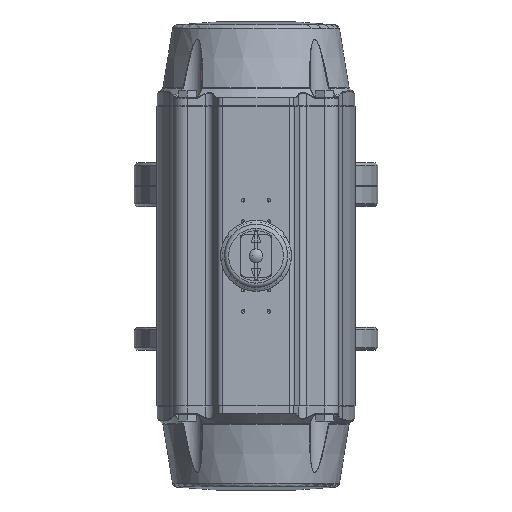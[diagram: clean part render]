
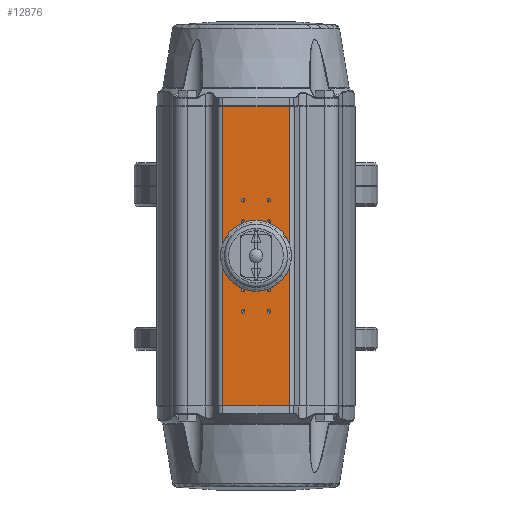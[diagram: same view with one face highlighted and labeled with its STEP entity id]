
A CAD part, top view. The second image highlights one B-rep face of the part: STEP entity #12876.
In plain terms, the highlighted face is planar.
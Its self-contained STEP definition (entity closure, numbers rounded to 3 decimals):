
#1368=LINE('',#26571,#1997);
#1369=LINE('',#26574,#1998);
#1370=LINE('',#26576,#1999);
#1371=LINE('',#26578,#2000);
#1997=VECTOR('',#16831,1000.);
#1998=VECTOR('',#16832,1000.);
#1999=VECTOR('',#16833,1000.);
#2000=VECTOR('',#16834,1000.);
#4286=ORIENTED_EDGE('',*,*,#6658,.F.);
#4287=ORIENTED_EDGE('',*,*,#6659,.T.);
#4288=ORIENTED_EDGE('',*,*,#6660,.T.);
#4289=ORIENTED_EDGE('',*,*,#6661,.T.);
#4290=ORIENTED_EDGE('',*,*,#6283,.F.);
#4291=ORIENTED_EDGE('',*,*,#6285,.F.);
#4292=ORIENTED_EDGE('',*,*,#6287,.F.);
#4293=ORIENTED_EDGE('',*,*,#6289,.F.);
#4294=ORIENTED_EDGE('',*,*,#6291,.F.);
#4295=ORIENTED_EDGE('',*,*,#6293,.F.);
#4296=ORIENTED_EDGE('',*,*,#6295,.F.);
#4297=ORIENTED_EDGE('',*,*,#6297,.F.);
#4298=ORIENTED_EDGE('',*,*,#6271,.F.);
#6271=EDGE_CURVE('',#7762,#7762,#8620,.T.);
#6283=EDGE_CURVE('',#7778,#7778,#8632,.T.);
#6285=EDGE_CURVE('',#7781,#7781,#8634,.T.);
#6287=EDGE_CURVE('',#7784,#7784,#8636,.T.);
#6289=EDGE_CURVE('',#7787,#7787,#8638,.T.);
#6291=EDGE_CURVE('',#7790,#7790,#8640,.T.);
#6293=EDGE_CURVE('',#7793,#7793,#8642,.T.);
#6295=EDGE_CURVE('',#7796,#7796,#8644,.T.);
#6297=EDGE_CURVE('',#7799,#7799,#8646,.T.);
#6658=EDGE_CURVE('',#8020,#8021,#1368,.T.);
#6659=EDGE_CURVE('',#8020,#8022,#1369,.T.);
#6660=EDGE_CURVE('',#8022,#8023,#1370,.T.);
#6661=EDGE_CURVE('',#8023,#8021,#1371,.T.);
#7762=VERTEX_POINT('',#21895);
#7778=VERTEX_POINT('',#21933);
#7781=VERTEX_POINT('',#21940);
#7784=VERTEX_POINT('',#21947);
#7787=VERTEX_POINT('',#21954);
#7790=VERTEX_POINT('',#21961);
#7793=VERTEX_POINT('',#21968);
#7796=VERTEX_POINT('',#21975);
#7799=VERTEX_POINT('',#21982);
#8020=VERTEX_POINT('',#26572);
#8021=VERTEX_POINT('',#26573);
#8022=VERTEX_POINT('',#26575);
#8023=VERTEX_POINT('',#26577);
#8620=CIRCLE('',#13814,37.5);
#8632=CIRCLE('',#13836,2.1);
#8634=CIRCLE('',#13840,2.1);
#8636=CIRCLE('',#13844,2.1);
#8638=CIRCLE('',#13848,2.1);
#8640=CIRCLE('',#13852,2.1);
#8642=CIRCLE('',#13856,2.1);
#8644=CIRCLE('',#13860,2.1);
#8646=CIRCLE('',#13864,2.1);
#9671=EDGE_LOOP('',(#4286,#4287,#4288,#4289));
#9672=EDGE_LOOP('',(#4290));
#9673=EDGE_LOOP('',(#4291));
#9674=EDGE_LOOP('',(#4292));
#9675=EDGE_LOOP('',(#4293));
#9676=EDGE_LOOP('',(#4294));
#9677=EDGE_LOOP('',(#4295));
#9678=EDGE_LOOP('',(#4296));
#9679=EDGE_LOOP('',(#4297));
#9680=EDGE_LOOP('',(#4298));
#10687=FACE_BOUND('',#9671,.T.);
#10688=FACE_BOUND('',#9672,.T.);
#10689=FACE_BOUND('',#9673,.T.);
#10690=FACE_BOUND('',#9674,.T.);
#10691=FACE_BOUND('',#9675,.T.);
#10692=FACE_BOUND('',#9676,.T.);
#10693=FACE_BOUND('',#9677,.T.);
#10694=FACE_BOUND('',#9678,.T.);
#10695=FACE_BOUND('',#9679,.T.);
#10696=FACE_BOUND('',#9680,.T.);
#11174=PLANE('',#14144);
#12876=ADVANCED_FACE('',(#10687,#10688,#10689,#10690,#10691,#10692,#10693,
#10694,#10695,#10696),#11174,.T.);
#13814=AXIS2_PLACEMENT_3D('',#21894,#16100,#16101);
#13836=AXIS2_PLACEMENT_3D('',#21932,#16144,#16145);
#13840=AXIS2_PLACEMENT_3D('',#21939,#16152,#16153);
#13844=AXIS2_PLACEMENT_3D('',#21946,#16160,#16161);
#13848=AXIS2_PLACEMENT_3D('',#21953,#16168,#16169);
#13852=AXIS2_PLACEMENT_3D('',#21960,#16176,#16177);
#13856=AXIS2_PLACEMENT_3D('',#21967,#16184,#16185);
#13860=AXIS2_PLACEMENT_3D('',#21974,#16192,#16193);
#13864=AXIS2_PLACEMENT_3D('',#21981,#16200,#16201);
#14144=AXIS2_PLACEMENT_3D('',#26570,#16829,#16830);
#16100=DIRECTION('',(0.,1.,0.));
#16101=DIRECTION('',(-1.,0.,0.));
#16144=DIRECTION('',(0.,1.,0.));
#16145=DIRECTION('',(0.,0.,1.));
#16152=DIRECTION('',(0.,1.,0.));
#16153=DIRECTION('',(0.,0.,1.));
#16160=DIRECTION('',(0.,1.,0.));
#16161=DIRECTION('',(0.,0.,1.));
#16168=DIRECTION('',(0.,1.,0.));
#16169=DIRECTION('',(0.,0.,1.));
#16176=DIRECTION('',(0.,1.,0.));
#16177=DIRECTION('',(0.,0.,1.));
#16184=DIRECTION('',(0.,1.,0.));
#16185=DIRECTION('',(0.,0.,1.));
#16192=DIRECTION('',(0.,1.,0.));
#16193=DIRECTION('',(0.,0.,1.));
#16200=DIRECTION('',(0.,1.,0.));
#16201=DIRECTION('',(0.,0.,1.));
#16829=DIRECTION('',(0.,1.,0.));
#16830=DIRECTION('',(1.,0.,0.));
#16831=DIRECTION('',(0.,0.,-1.));
#16832=DIRECTION('',(1.,0.,0.));
#16833=DIRECTION('',(0.,0.,-1.));
#16834=DIRECTION('',(-1.,0.,0.));
#21894=CARTESIAN_POINT('',(0.,123.5,0.));
#21895=CARTESIAN_POINT('',(-37.5,123.5,0.));
#21932=CARTESIAN_POINT('',(-15.,123.5,-65.));
#21933=CARTESIAN_POINT('',(-15.,123.5,-62.9));
#21939=CARTESIAN_POINT('',(15.,123.5,-65.));
#21940=CARTESIAN_POINT('',(15.,123.5,-62.9));
#21946=CARTESIAN_POINT('',(15.,123.5,-40.));
#21947=CARTESIAN_POINT('',(15.,123.5,-37.9));
#21953=CARTESIAN_POINT('',(-15.,123.5,-40.));
#21954=CARTESIAN_POINT('',(-15.,123.5,-37.9));
#21960=CARTESIAN_POINT('',(15.,123.5,65.));
#21961=CARTESIAN_POINT('',(15.,123.5,67.1));
#21967=CARTESIAN_POINT('',(15.,123.5,40.));
#21968=CARTESIAN_POINT('',(15.,123.5,42.1));
#21974=CARTESIAN_POINT('',(-15.,123.5,40.));
#21975=CARTESIAN_POINT('',(-15.,123.5,42.1));
#21981=CARTESIAN_POINT('',(-15.,123.5,65.));
#21982=CARTESIAN_POINT('',(-15.,123.5,67.1));
#26570=CARTESIAN_POINT('',(-39.075,123.5,175.5));
#26571=CARTESIAN_POINT('',(-39.075,123.5,175.5));
#26572=CARTESIAN_POINT('',(-39.075,123.5,175.));
#26573=CARTESIAN_POINT('',(-39.075,123.5,-175.));
#26574=CARTESIAN_POINT('',(-39.075,123.5,175.));
#26575=CARTESIAN_POINT('',(39.075,123.5,175.));
#26576=CARTESIAN_POINT('',(39.075,123.5,175.5));
#26577=CARTESIAN_POINT('',(39.075,123.5,-175.));
#26578=CARTESIAN_POINT('',(-39.075,123.5,-175.));
